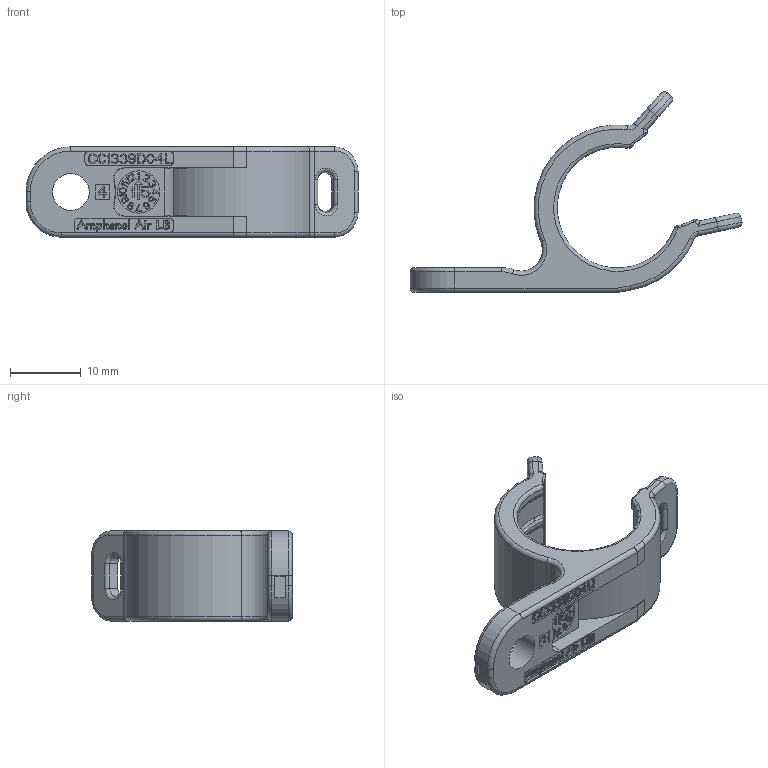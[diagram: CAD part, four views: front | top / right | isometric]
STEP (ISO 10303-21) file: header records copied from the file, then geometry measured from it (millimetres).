
FILE_DESCRIPTION((''),'2;1');
FILE_NAME('CC1339D04L','2020-07-02T',('presta_be4'),(''),'CREO PARAMETRIC BY PTC INC, 2018360','CREO PARAMETRIC BY PTC INC, 2018360','');
FILE_SCHEMA(('CONFIG_CONTROL_DESIGN'));
Length unit declared in the file: millimetre
Products named in the file (1): CC1339D04L
Bounding box: 47.02 x 28.43 x 12.8 mm (x, y, z)
Volume: 2882.6 mm3; surface area: 2785.7 mm2
Topology: 1 solids, 1 shells, 1381 faces, 3858 edges, 2544 vertices
Faces by surface type: plane 1041, extrusion 204, cylinder 72, torus 35, bspline 24, cone 5
Entity records: 51086 total; most frequent: CARTESIAN_POINT 16420, ORIENTED_EDGE 7716, DIRECTION 6061, EDGE_CURVE 3858, VECTOR 3409, LINE 3205, VERTEX_POINT 2544, EDGE_LOOP 1452
